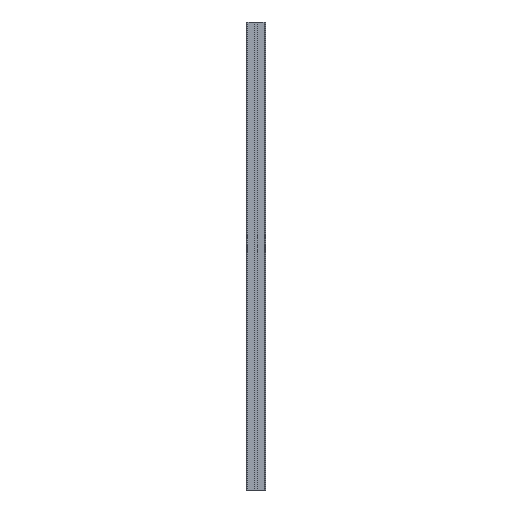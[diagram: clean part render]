
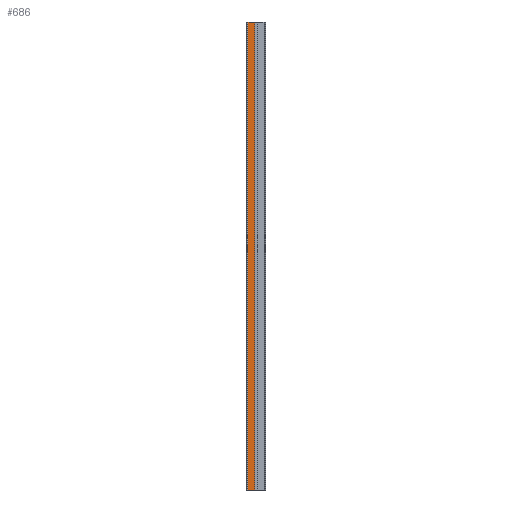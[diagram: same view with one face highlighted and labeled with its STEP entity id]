
A CAD part, front view. The second image highlights one B-rep face of the part: STEP entity #686.
In plain terms, the highlighted planar face has unit normal (0, -1, 0).
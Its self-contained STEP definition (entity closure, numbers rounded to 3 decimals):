
#595 = ORIENTED_EDGE ( 'NONE', *, *, #1105, .F. ) ;
#655 = ORIENTED_EDGE ( 'NONE', *, *, #1196, .T. ) ;
#659 = ORIENTED_EDGE ( 'NONE', *, *, #660, .F. ) ;
#660 = EDGE_CURVE ( 'NONE', #1106, #817, #3524, .T. ) ;
#686 = ADVANCED_FACE ( 'NONE', ( #3372 ), #3368, .F. ) ;
#688 = ORIENTED_EDGE ( 'NONE', *, *, #717, .T. ) ;
#717 = EDGE_CURVE ( 'NONE', #1012, #1197, #3454, .T. ) ;
#759 = EDGE_LOOP ( 'NONE', ( #655, #659, #595, #688 ) ) ;
#817 = VERTEX_POINT ( 'NONE', #3643 ) ;
#1012 = VERTEX_POINT ( 'NONE', #3983 ) ;
#1105 = EDGE_CURVE ( 'NONE', #1012, #1106, #4079, .T. ) ;
#1106 = VERTEX_POINT ( 'NONE', #4075 ) ;
#1196 = EDGE_CURVE ( 'NONE', #1197, #817, #4138, .T. ) ;
#1197 = VERTEX_POINT ( 'NONE', #4134 ) ;
#3362 = DIRECTION ( 'NONE',  ( -1., 0., 0. ) ) ;
#3363 = DIRECTION ( 'NONE',  ( 0., 1., 0. ) ) ;
#3364 = CARTESIAN_POINT ( 'NONE',  ( -6.35, 0., 1000. ) ) ;
#3367 = AXIS2_PLACEMENT_3D ( 'NONE', #3364, #3363, #3362 ) ;
#3368 = PLANE ( 'NONE',  #3367 ) ;
#3372 = FACE_OUTER_BOUND ( 'NONE', #759, .T. ) ;
#3448 = DIRECTION ( 'NONE',  ( 0., 0., -1. ) ) ;
#3449 = VECTOR ( 'NONE', #3448, 1000. ) ;
#3450 = CARTESIAN_POINT ( 'NONE',  ( -34.3, 0., 1000. ) ) ;
#3454 = LINE ( 'NONE', #3450, #3449 ) ;
#3521 = DIRECTION ( 'NONE',  ( 0., 0., -1. ) ) ;
#3522 = VECTOR ( 'NONE', #3521, 1000. ) ;
#3523 = CARTESIAN_POINT ( 'NONE',  ( -6.35, 0., 1000. ) ) ;
#3524 = LINE ( 'NONE', #3523, #3522 ) ;
#3643 = CARTESIAN_POINT ( 'NONE',  ( -6.35, 0., -1000. ) ) ;
#3983 = CARTESIAN_POINT ( 'NONE',  ( -34.3, 0., 1000. ) ) ;
#4075 = CARTESIAN_POINT ( 'NONE',  ( -6.35, 0., 1000. ) ) ;
#4076 = DIRECTION ( 'NONE',  ( 1., 0., 0. ) ) ;
#4077 = VECTOR ( 'NONE', #4076, 1000. ) ;
#4078 = CARTESIAN_POINT ( 'NONE',  ( -6.35, 0., 1000. ) ) ;
#4079 = LINE ( 'NONE', #4078, #4077 ) ;
#4134 = CARTESIAN_POINT ( 'NONE',  ( -34.3, 0., -1000. ) ) ;
#4135 = DIRECTION ( 'NONE',  ( 1., 0., 0. ) ) ;
#4136 = VECTOR ( 'NONE', #4135, 1000. ) ;
#4137 = CARTESIAN_POINT ( 'NONE',  ( -6.35, 0., -1000. ) ) ;
#4138 = LINE ( 'NONE', #4137, #4136 ) ;
